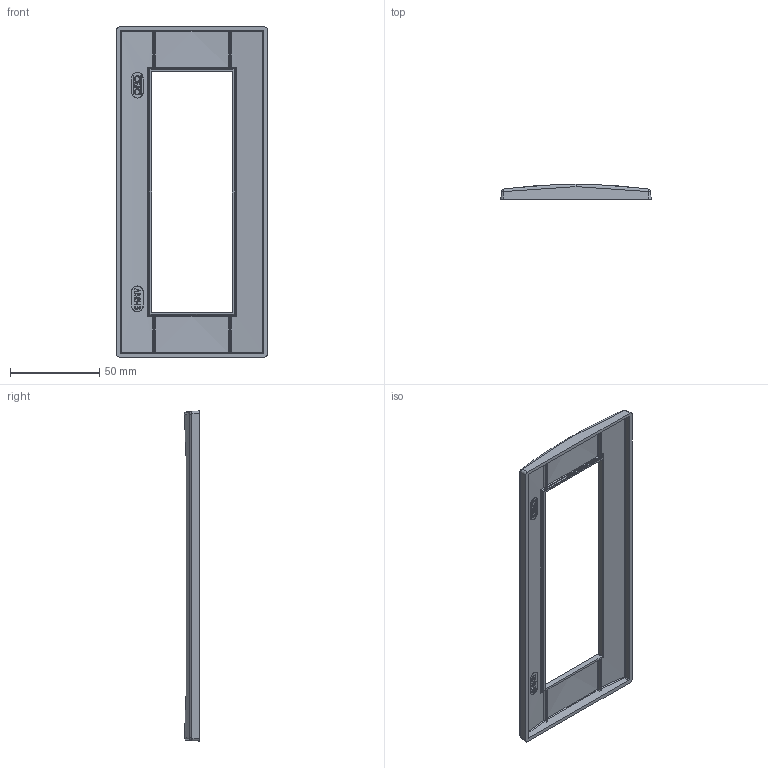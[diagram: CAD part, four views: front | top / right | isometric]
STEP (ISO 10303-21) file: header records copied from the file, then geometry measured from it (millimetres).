
FILE_DESCRIPTION(/* description */ (''),/* implementation_level */ '2;1');
FILE_NAME(/* name */ '6119374',/* time_stamp */ '2015-07-03T11:54:07+02:00',/* author */ (''),/* organization */ (''),/* preprocessor_version */ 'ST-DEVELOPER v15',/* originating_system */ '',/* authorisation */ '');
FILE_SCHEMA (('CONFIG_CONTROL_DESIGN'));
Length unit declared in the file: millimetre
Products named in the file (1): Document
Bounding box: 84.4 x 8.5 x 185.4 mm (x, y, z)
Surface area: 26094.3 mm2 (no closed solid volume)
Topology: 0 solids, 1 shells, 327 faces, 845 edges, 507 vertices
Faces by surface type: bspline 183, plane 144
Entity records: 15009 total; most frequent: CARTESIAN_POINT 9841, ORIENTED_EDGE 1605, EDGE_CURVE 833, B_SPLINE_CURVE_WITH_KNOTS 621, VERTEX_POINT 507, EDGE_LOOP 351, ADVANCED_FACE 327, FACE_OUTER_BOUND 327
